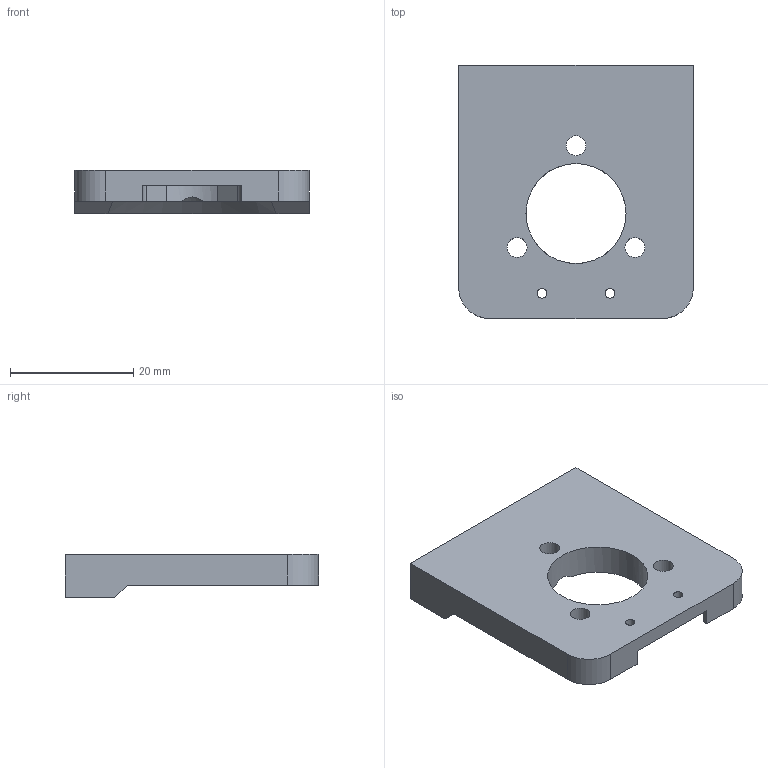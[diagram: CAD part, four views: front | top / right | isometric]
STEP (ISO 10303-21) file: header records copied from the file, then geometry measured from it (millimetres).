
FILE_DESCRIPTION(/* description */ ('STEP AP242','CAx-IF Rec.Pracs.---Representation and Presentation of Product Manufacturing Information (PMI)---4.0---2014-10-13','CAx-IF Rec.Pracs.---3D Tessellated Geometry---0.4---2014-09-14','2;1'),/* implementation_level */ '2;1');
FILE_NAME(/* name */ 'Lagerbock - Lagerbock',/* time_stamp */ '2024-12-13T09:12:17Z',/* author */ (''),/* organization */ (''),/* preprocessor_version */ 'ST-DEVELOPER v20',/* originating_system */ 'ONSHAPE BY PTC INC, 1.190',/* authorisation */ ' ');
FILE_SCHEMA (('AP242_MANAGED_MODEL_BASED_3D_ENGINEERING_MIM_LF { 1 0 10303 442 1 1 4 }'));
Length unit declared in the file: metre
Products named in the file (1): Lagerbock
Bounding box: 38 x 41 x 7 mm (x, y, z)
Volume: 6157.8 mm3; surface area: 4323.1 mm2
Topology: 1 solids, 1 shells, 36 faces, 119 edges, 81 vertices
Faces by surface type: plane 16, cylinder 14, cone 6
Full cylindrical faces by diameter (mm): 1.567 x2, 3.2 x3, 4.2 x2, 16.2 x1
Entity records: 1235 total; most frequent: CARTESIAN_POINT 236, DIRECTION 200, ORIENTED_EDGE 192, EDGE_CURVE 96, AXIS2_PLACEMENT_3D 74, VERTEX_POINT 73, FACE_BOUND 59, EDGE_LOOP 57
